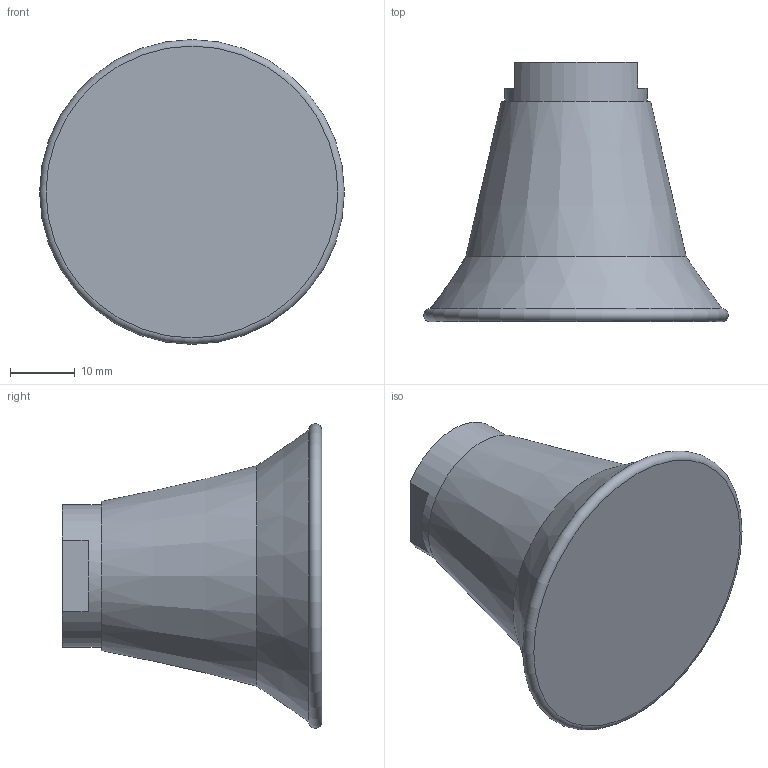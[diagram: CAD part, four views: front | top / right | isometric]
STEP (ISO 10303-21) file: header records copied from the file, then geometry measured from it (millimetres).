
FILE_DESCRIPTION(/* description */ (''),/* implementation_level */ '2;1');
FILE_NAME(/* name */ 'vsa45m14nit.stp',/* time_stamp */ '2020-10-06T15:30:59+02:00',/* author */ ('enginyeria'),/* organization */ (''),/* preprocessor_version */ 'ST-DEVELOPER v17.2',/* originating_system */ 'Autodesk Inventor 2019',/* authorisation */ '');
FILE_SCHEMA (('CONFIG_CONTROL_DESIGN'));
Length unit declared in the file: millimetre
Products named in the file (1): vsa45m14cn
Bounding box: 47 x 40 x 47 mm (x, y, z)
Volume: 29975.1 mm3; surface area: 6616.9 mm2
Topology: 1 solids, 1 shells, 13 faces, 33 edges, 24 vertices
Faces by surface type: plane 8, cylinder 2, cone 2, torus 1
Full cylindrical faces by diameter (mm): 11.835 x1, 22 x1
Entity records: 488 total; most frequent: DIRECTION 82, CARTESIAN_POINT 71, ORIENTED_EDGE 66, AXIS2_PLACEMENT_3D 35, EDGE_CURVE 33, VERTEX_POINT 24, CIRCLE 21, EDGE_LOOP 15
